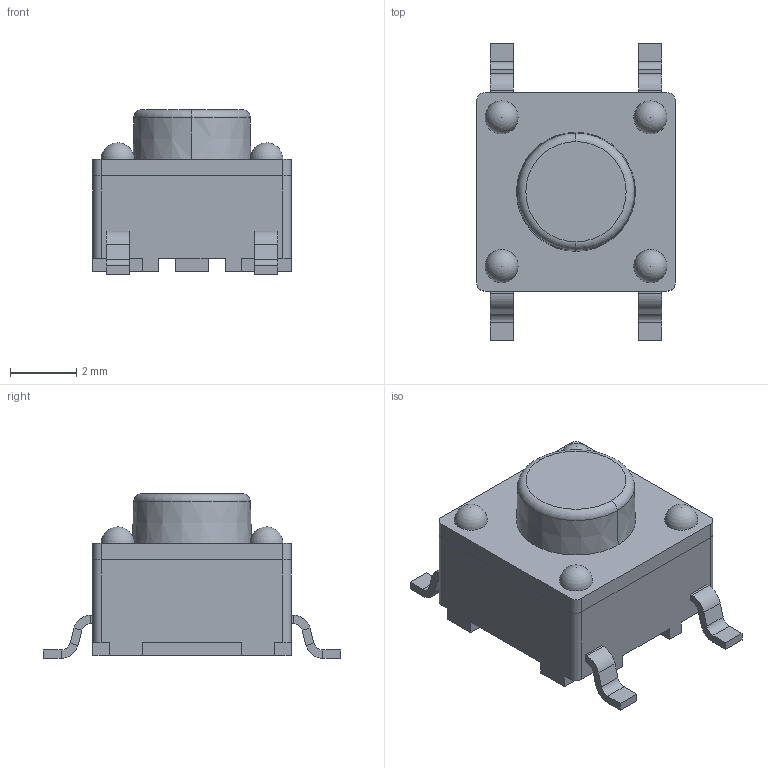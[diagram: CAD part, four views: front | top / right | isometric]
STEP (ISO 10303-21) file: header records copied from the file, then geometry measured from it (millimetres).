
FILE_DESCRIPTION (( 'STEP AP214' ), '1' );
FILE_NAME ('SMD_4P-L6.0-W6.0-H5.0-LS10.0-P4.5.step', '2022-07-26T09:01:33', ( '' ), ( '' ), 'SwSTEP 2.0', 'SolidWorks 2020', '' );
FILE_SCHEMA (( 'AUTOMOTIVE_DESIGN' ));
Length unit declared in the file: millimetre
Products named in the file (1): SMD_4P-L6.0-W6.0-H5.0-LS10.0-P4.5
Bounding box: 6 x 9 x 4.97 mm (x, y, z)
Volume: 130.6 mm3; surface area: 197.3 mm2
Topology: 16 solids, 16 shells, 383 faces, 969 edges, 624 vertices
Faces by surface type: plane 253, bspline 98, cylinder 24, sphere 4, torus 2, cone 2
Entity records: 16161 total; most frequent: CARTESIAN_POINT 3263, ORIENTED_EDGE 1914, DIRECTION 1389, EDGE_CURVE 957, LINE 697, VECTOR 697, VERTEX_POINT 616, EDGE_LOOP 405
